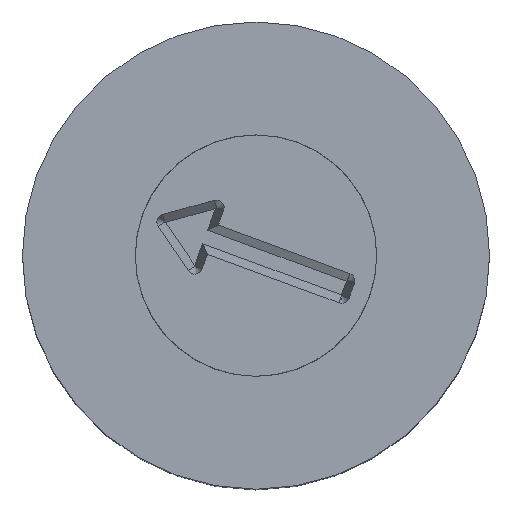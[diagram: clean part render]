
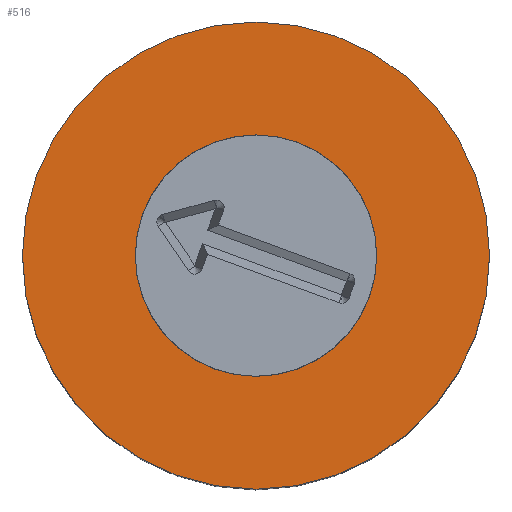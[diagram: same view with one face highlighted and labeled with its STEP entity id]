
A CAD part, top view. The second image highlights one B-rep face of the part: STEP entity #516.
In plain terms, the highlighted planar face has unit normal (0, 0, 1).
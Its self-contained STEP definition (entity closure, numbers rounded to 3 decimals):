
#30=FACE_BOUND('',#98,.T.);
#35=PLANE('',#628);
#63=FACE_OUTER_BOUND('',#97,.T.);
#97=EDGE_LOOP('',(#395));
#98=EDGE_LOOP('',(#396));
#215=CIRCLE('',#617,1.55);
#221=CIRCLE('',#627,3.);
#243=VERTEX_POINT('',#865);
#249=VERTEX_POINT('',#885);
#292=EDGE_CURVE('',#243,#243,#215,.T.);
#302=EDGE_CURVE('',#249,#249,#221,.T.);
#395=ORIENTED_EDGE('',*,*,#302,.F.);
#396=ORIENTED_EDGE('',*,*,#292,.T.);
#516=ADVANCED_FACE('',(#63,#30),#35,.F.);
#617=AXIS2_PLACEMENT_3D('',#866,#700,#701);
#627=AXIS2_PLACEMENT_3D('',#886,#724,#725);
#628=AXIS2_PLACEMENT_3D('',#888,#727,#728);
#700=DIRECTION('center_axis',(0.,0.,-1.));
#701=DIRECTION('ref_axis',(1.,0.,0.));
#724=DIRECTION('center_axis',(0.,0.,-1.));
#725=DIRECTION('ref_axis',(-1.,0.,0.));
#727=DIRECTION('center_axis',(0.,0.,-1.));
#728=DIRECTION('ref_axis',(-1.,0.,0.));
#865=CARTESIAN_POINT('',(-1.55,0.,8.));
#866=CARTESIAN_POINT('Origin',(0.,0.,8.));
#885=CARTESIAN_POINT('',(3.,0.,8.));
#886=CARTESIAN_POINT('Origin',(0.,0.,8.));
#888=CARTESIAN_POINT('Origin',(0.,0.,8.));
